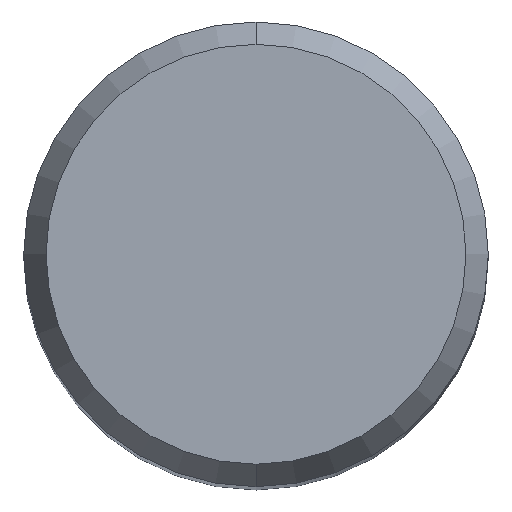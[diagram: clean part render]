
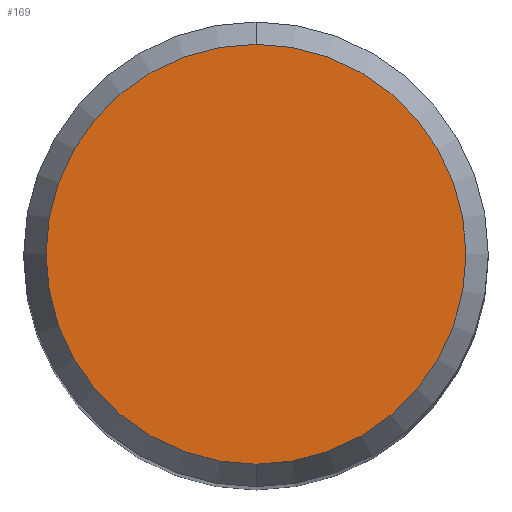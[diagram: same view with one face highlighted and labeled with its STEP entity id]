
A CAD part, top view. The second image highlights one B-rep face of the part: STEP entity #169.
In plain terms, the highlighted planar face has unit normal (0, 0, 1).
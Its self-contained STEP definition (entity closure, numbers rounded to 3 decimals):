
#89=VERTEX_POINT('',#216);
#97=EDGE_CURVE('',#107,#89,#225,.T.);
#107=VERTEX_POINT('',#235);
#169=ADVANCED_FACE('',(#306),#307,.T.);
#173=EDGE_CURVE('',#89,#107,#311,.T.);
#216=CARTESIAN_POINT('',(0.,-4.304,0.01));
#225=CIRCLE('',#359,4.304);
#235=CARTESIAN_POINT('',(0.0,4.304,0.01));
#306=FACE_OUTER_BOUND('',#462,.T.);
#307=PLANE('',#463);
#311=CIRCLE('',#470,4.304);
#359=AXIS2_PLACEMENT_3D('',#513,#514,#515);
#462=EDGE_LOOP('',(#620,#621));
#463=AXIS2_PLACEMENT_3D('',#622,#623,#624);
#470=AXIS2_PLACEMENT_3D('',#626,#627,#628);
#513=CARTESIAN_POINT('',(0.0,0.0,0.01));
#514=DIRECTION('',(0.0,0.0,-1.0));
#515=DIRECTION('',(0.0,1.0,0.0));
#620=ORIENTED_EDGE('',*,*,#97,.F.);
#621=ORIENTED_EDGE('',*,*,#173,.F.);
#622=CARTESIAN_POINT('',(0.0,2.152,0.01));
#623=DIRECTION('',(-0.0,0.0,1.0));
#624=DIRECTION('',(0.0,-1.0,0.0));
#626=CARTESIAN_POINT('',(0.0,0.0,0.01));
#627=DIRECTION('',(0.0,0.0,-1.0));
#628=DIRECTION('',(0.0,1.0,0.0));
